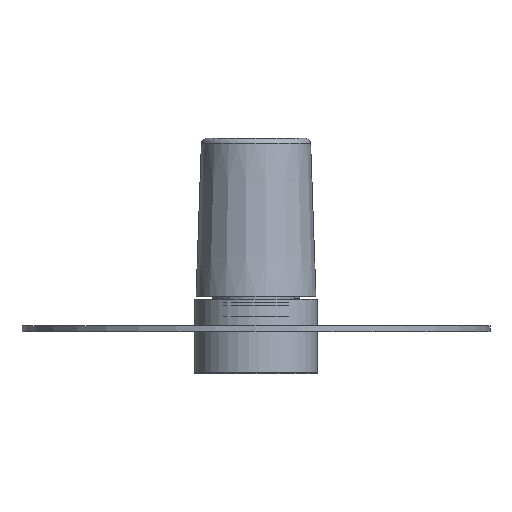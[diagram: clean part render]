
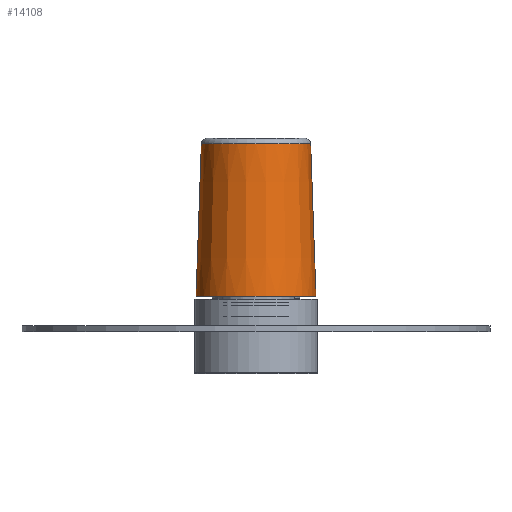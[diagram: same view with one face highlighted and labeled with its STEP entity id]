
A CAD part, front view. The second image highlights one B-rep face of the part: STEP entity #14108.
In plain terms, the highlighted conical face has half-angle 2 degrees and reference radius 20.5 mm.
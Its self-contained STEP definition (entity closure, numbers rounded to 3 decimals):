
#28 = AXIS2_PLACEMENT_3D ( 'NONE', #1182, #10278, #12425 ) ;
#185 = CARTESIAN_POINT ( 'NONE',  ( 8.856, 0.646, 64.54 ) ) ;
#296 = CARTESIAN_POINT ( 'NONE',  ( 4.437, 19.971, 83.891 ) ) ;
#467 = CIRCLE ( 'NONE', #28, 20.5 ) ;
#535 = B_SPLINE_CURVE_WITH_KNOTS ( 'NONE', 3,
 ( #4143, #1892, #13171, #6405, #4241, #9812, #7635, #3060 ),
 .UNSPECIFIED., .F., .F.,
 ( 4, 2, 2, 4 ),
 ( 0., 0.002, 0.004, 0.009 ),
 .UNSPECIFIED. ) ;
#715 = DIRECTION ( 'NONE',  ( 0., 0., -1. ) ) ;
#898 = EDGE_CURVE ( 'NONE', #1207, #9931, #12171, .T. ) ;
#1028 = ORIENTED_EDGE ( 'NONE', *, *, #14299, .T. ) ;
#1182 = CARTESIAN_POINT ( 'NONE',  ( 8.856, 0.646, 64.54 ) ) ;
#1207 = VERTEX_POINT ( 'NONE', #10907 ) ;
#1231 = VERTEX_POINT ( 'NONE', #7150 ) ;
#1271 = CARTESIAN_POINT ( 'NONE',  ( 4.454, 19.054, 109.582 ) ) ;
#1892 = CARTESIAN_POINT ( 'NONE',  ( 12.532, 19.027, 115.211 ) ) ;
#2016 = B_SPLINE_CURVE_WITH_KNOTS ( 'NONE', 3,
 ( #5840, #12515, #8048, #13633, #1271, #11370, #2421, #7083, #5886, #8200, #10316, #296, #6882 ),
 .UNSPECIFIED., .F., .F.,
 ( 4, 3, 3, 3, 4 ),
 ( -0.002, 0., 0.011, 0.028, 0.03 ),
 .UNSPECIFIED. ) ;
#2405 = CARTESIAN_POINT ( 'NONE',  ( 13.256, 18.924, 113.207 ) ) ;
#2421 = CARTESIAN_POINT ( 'NONE',  ( 4.449, 19.313, 102.33 ) ) ;
#2457 = CARTESIAN_POINT ( 'NONE',  ( 13.275, 19.971, 83.891 ) ) ;
#2512 = CARTESIAN_POINT ( 'NONE',  ( 13.26, 19.127, 107.526 ) ) ;
#2631 = EDGE_CURVE ( 'NONE', #4737, #7918, #2016, .T. ) ;
#2881 = CARTESIAN_POINT ( 'NONE',  ( 4.436, 19.995, 83.225 ) ) ;
#2979 = CARTESIAN_POINT ( 'NONE',  ( 10.349, 20.492, 83.244 ) ) ;
#3060 = CARTESIAN_POINT ( 'NONE',  ( 4.458, 18.853, 115.204 ) ) ;
#3080 = CARTESIAN_POINT ( 'NONE',  ( 5.896, 20.285, 83.236 ) ) ;
#3301 = EDGE_LOOP ( 'NONE', ( #4522 ) ) ;
#3592 = CARTESIAN_POINT ( 'NONE',  ( 13.255, 18.877, 114.538 ) ) ;
#4113 = CARTESIAN_POINT ( 'NONE',  ( 11.821, 20.327, 83.237 ) ) ;
#4143 = CARTESIAN_POINT ( 'NONE',  ( 13.254, 18.853, 115.204 ) ) ;
#4241 = CARTESIAN_POINT ( 'NONE',  ( 9.592, 19.376, 115.224 ) ) ;
#4522 = ORIENTED_EDGE ( 'NONE', *, *, #11137, .T. ) ;
#4737 = VERTEX_POINT ( 'NONE', #6781 ) ;
#4861 = ORIENTED_EDGE ( 'NONE', *, *, #2631, .T. ) ;
#4978 = CARTESIAN_POINT ( 'NONE',  ( 27.538, 0.646, 116.61 ) ) ;
#5152 = CARTESIAN_POINT ( 'NONE',  ( 8.117, 20.493, 83.244 ) ) ;
#5219 = DIRECTION ( 'NONE',  ( 1., 0., 0. ) ) ;
#5244 = CARTESIAN_POINT ( 'NONE',  ( 13.276, 19.995, 83.225 ) ) ;
#5771 = CARTESIAN_POINT ( 'NONE',  ( 13.264, 19.33, 101.844 ) ) ;
#5840 = CARTESIAN_POINT ( 'NONE',  ( 4.458, 18.853, 115.204 ) ) ;
#5886 = CARTESIAN_POINT ( 'NONE',  ( 4.441, 19.72, 90.927 ) ) ;
#5927 = CARTESIAN_POINT ( 'NONE',  ( 13.255, 18.901, 113.873 ) ) ;
#6069 = CIRCLE ( 'NONE', #12567, 18.682 ) ;
#6230 = CARTESIAN_POINT ( 'NONE',  ( 7.371, 20.451, 83.242 ) ) ;
#6405 = CARTESIAN_POINT ( 'NONE',  ( 10.335, 19.332, 115.223 ) ) ;
#6781 = CARTESIAN_POINT ( 'NONE',  ( 4.458, 18.853, 115.204 ) ) ;
#6882 = CARTESIAN_POINT ( 'NONE',  ( 4.436, 19.995, 83.225 ) ) ;
#6891 = CARTESIAN_POINT ( 'NONE',  ( 13.254, 18.853, 115.204 ) ) ;
#6969 = CARTESIAN_POINT ( 'NONE',  ( 13.254, 18.853, 115.204 ) ) ;
#7083 = CARTESIAN_POINT ( 'NONE',  ( 4.445, 19.517, 96.629 ) ) ;
#7150 = CARTESIAN_POINT ( 'NONE',  ( -11.644, 0.646, 64.54 ) ) ;
#7166 = DIRECTION ( 'NONE',  ( -1., 0., 0. ) ) ;
#7264 = B_SPLINE_CURVE_WITH_KNOTS ( 'NONE', 3,
 ( #2881, #12997, #3080, #6230, #5152, #2979, #4113, #5244 ),
 .UNSPECIFIED., .F., .F.,
 ( 4, 2, 2, 4 ),
 ( 0., 0.002, 0.004, 0.009 ),
 .UNSPECIFIED. ) ;
#7438 = EDGE_CURVE ( 'NONE', #9014, #9014, #6069, .T. ) ;
#7521 = ORIENTED_EDGE ( 'NONE', *, *, #7438, .T. ) ;
#7635 = CARTESIAN_POINT ( 'NONE',  ( 5.903, 19.202, 115.218 ) ) ;
#7664 = EDGE_LOOP ( 'NONE', ( #7521 ) ) ;
#7918 = VERTEX_POINT ( 'NONE', #14215 ) ;
#7972 = CONICAL_SURFACE ( 'NONE', #13687, 20.5, 0.035 ) ;
#8036 = CARTESIAN_POINT ( 'NONE',  ( 13.275, 19.947, 84.558 ) ) ;
#8048 = CARTESIAN_POINT ( 'NONE',  ( 4.457, 18.901, 113.873 ) ) ;
#8050 = EDGE_LOOP ( 'NONE', ( #12736, #1028, #4861, #12517 ) ) ;
#8200 = CARTESIAN_POINT ( 'NONE',  ( 4.438, 19.924, 85.225 ) ) ;
#8525 = FACE_BOUND ( 'NONE', #8050, .T. ) ;
#8727 = CARTESIAN_POINT ( 'NONE',  ( 8.856, 0.646, 116.61 ) ) ;
#9014 = VERTEX_POINT ( 'NONE', #4978 ) ;
#9189 = CARTESIAN_POINT ( 'NONE',  ( 13.27, 19.663, 92.517 ) ) ;
#9812 = CARTESIAN_POINT ( 'NONE',  ( 7.368, 19.376, 115.224 ) ) ;
#9931 = VERTEX_POINT ( 'NONE', #6891 ) ;
#10092 = FACE_OUTER_BOUND ( 'NONE', #3301, .T. ) ;
#10278 = DIRECTION ( 'NONE',  ( 0., 0., 1. ) ) ;
#10316 = CARTESIAN_POINT ( 'NONE',  ( 4.437, 19.947, 84.558 ) ) ;
#10356 = CARTESIAN_POINT ( 'NONE',  ( 13.272, 19.794, 88.871 ) ) ;
#10907 = CARTESIAN_POINT ( 'NONE',  ( 13.276, 19.995, 83.225 ) ) ;
#11137 = EDGE_CURVE ( 'NONE', #1231, #1231, #467, .T. ) ;
#11370 = CARTESIAN_POINT ( 'NONE',  ( 4.451, 19.184, 105.956 ) ) ;
#11509 = CARTESIAN_POINT ( 'NONE',  ( 13.276, 19.995, 83.225 ) ) ;
#12171 = B_SPLINE_CURVE_WITH_KNOTS ( 'NONE', 3,
 ( #11509, #2457, #8036, #13774, #10356, #9189, #12550, #5771, #2512, #2405, #5927, #3592, #6969 ),
 .UNSPECIFIED., .F., .F.,
 ( 4, 3, 3, 3, 4 ),
 ( -0.002, 0., 0.011, 0.028, 0.03 ),
 .UNSPECIFIED. ) ;
#12231 = FACE_BOUND ( 'NONE', #7664, .T. ) ;
#12425 = DIRECTION ( 'NONE',  ( -1., 0., 0. ) ) ;
#12515 = CARTESIAN_POINT ( 'NONE',  ( 4.457, 18.877, 114.538 ) ) ;
#12517 = ORIENTED_EDGE ( 'NONE', *, *, #13701, .T. ) ;
#12550 = CARTESIAN_POINT ( 'NONE',  ( 13.267, 19.533, 96.162 ) ) ;
#12567 = AXIS2_PLACEMENT_3D ( 'NONE', #8727, #715, #5219 ) ;
#12736 = ORIENTED_EDGE ( 'NONE', *, *, #898, .T. ) ;
#12997 = CARTESIAN_POINT ( 'NONE',  ( 5.164, 20.161, 83.231 ) ) ;
#13171 = CARTESIAN_POINT ( 'NONE',  ( 11.803, 19.158, 115.216 ) ) ;
#13633 = CARTESIAN_POINT ( 'NONE',  ( 4.456, 18.924, 113.207 ) ) ;
#13687 = AXIS2_PLACEMENT_3D ( 'NONE', #185, #13918, #7166 ) ;
#13701 = EDGE_CURVE ( 'NONE', #7918, #1207, #7264, .T. ) ;
#13774 = CARTESIAN_POINT ( 'NONE',  ( 13.275, 19.924, 85.225 ) ) ;
#13918 = DIRECTION ( 'NONE',  ( 0., 0., -1. ) ) ;
#14108 = ADVANCED_FACE ( 'NONE', ( #12231, #10092, #8525 ), #7972, .T. ) ;
#14215 = CARTESIAN_POINT ( 'NONE',  ( 4.436, 19.995, 83.225 ) ) ;
#14299 = EDGE_CURVE ( 'NONE', #9931, #4737, #535, .T. ) ;
